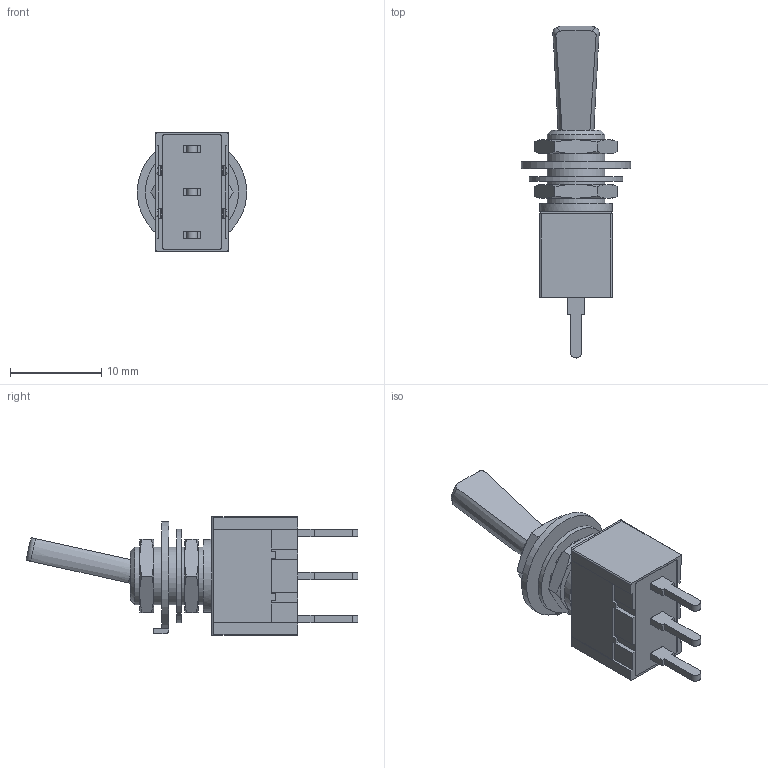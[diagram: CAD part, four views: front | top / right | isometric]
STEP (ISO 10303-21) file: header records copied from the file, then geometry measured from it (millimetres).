
FILE_DESCRIPTION( ( 'STEP AP214' ), '1' );
FILE_NAME( 'M2012ES1W03.stp', '2020-03-11T20:26:39', ( '' ), ( '' ), ' ', 'PARTsolutions', ' ' );
FILE_SCHEMA( ( 'AUTOMOTIVE_DESIGN { 1 0 10303 214 1 1 1 1 }' ) );
Length unit declared in the file: inch
Products named in the file (9): M2012ES1W03; _M20121ES1W03-switch; _M201S1M201-bushing; _AT513H; _AT507H; _AT509; _M201203-terminals; _M20E-toggles; _M20E-caps
Assembly tree (9 placements, depth 2):
  M2012ES1W03
    _M20121ES1W03-switch
    _M201S1M201-bushing
    _AT513H  x2
    _AT507H
    _AT509
    _M201203-terminals
    _M20E-toggles
    _M20E-caps
Bounding box: 11.95 x 36.35 x 13 mm (x, y, z)
Volume: 1444.4 mm3; surface area: 2403.6 mm2
Topology: 8 solids, 8 shells, 260 faces, 686 edges, 450 vertices
Faces by surface type: plane 172, cylinder 55, cone 31, torus 2
Full cylindrical faces by diameter (mm): 2.54 x1, 4.445 x1, 5.367 x2, 10.211 x1
Entity records: 9413 total; most frequent: CARTESIAN_POINT 1416, ORIENTED_EDGE 1246, DIRECTION 1217, EDGE_CURVE 623, LINE 455, VECTOR 455, VERTEX_POINT 413, AXIS2_PLACEMENT_3D 381
